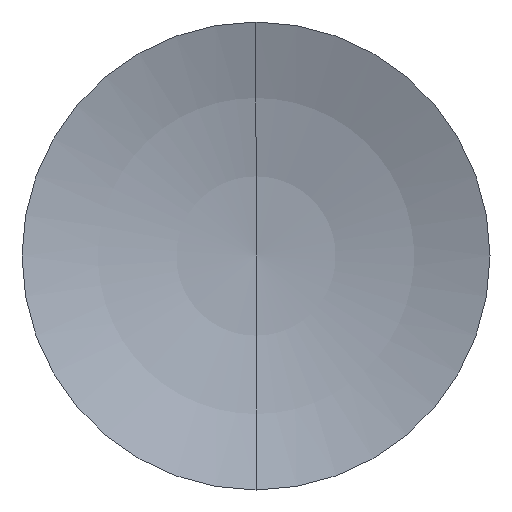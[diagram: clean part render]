
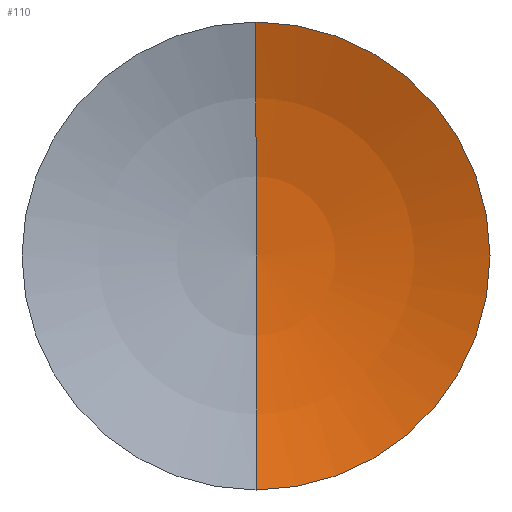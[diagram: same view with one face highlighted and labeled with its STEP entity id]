
A CAD part, left-side view. The second image highlights one B-rep face of the part: STEP entity #110.
In plain terms, the highlighted toroidal (fillet/blend) face has major radius 0.001 mm and minor radius 41.3 mm.
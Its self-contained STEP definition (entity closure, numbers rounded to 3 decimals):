
#1 = VERTEX_POINT ( 'NONE', #36 ) ;
#7 = EDGE_CURVE ( 'NONE', #136, #86, #122, .T. ) ;
#32 = AXIS2_PLACEMENT_3D ( 'NONE', #62, #186, #181 ) ;
#36 = CARTESIAN_POINT ( 'NONE',  ( -2.5, 0., 0. ) ) ;
#45 = DIRECTION ( 'NONE',  ( 1., 0., 0. ) ) ;
#56 = AXIS2_PLACEMENT_3D ( 'NONE', #107, #82, #106 ) ;
#62 = CARTESIAN_POINT ( 'NONE',  ( -5.32, 0., 0. ) ) ;
#82 = DIRECTION ( 'NONE',  ( 0., 1., 0. ) ) ;
#86 = VERTEX_POINT ( 'NONE', #164 ) ;
#93 = AXIS2_PLACEMENT_3D ( 'NONE', #105, #45, #201 ) ;
#96 = CIRCLE ( 'NONE', #56, 41.3 ) ;
#105 = CARTESIAN_POINT ( 'NONE',  ( -43.8, 0., 0. ) ) ;
#106 = DIRECTION ( 'NONE',  ( 0., 0., 1. ) ) ;
#107 = CARTESIAN_POINT ( 'NONE',  ( -43.8, 0., 0.001 ) ) ;
#110 = ADVANCED_FACE ( 'NONE', ( #121 ), #130, .F. ) ;
#114 = AXIS2_PLACEMENT_3D ( 'NONE', #189, #154, #141 ) ;
#119 = CIRCLE ( 'NONE', #114, 41.3 ) ;
#121 = FACE_OUTER_BOUND ( 'NONE', #180, .T. ) ;
#122 = CIRCLE ( 'NONE', #32, 15. ) ;
#130 = TOROIDAL_SURFACE ( 'NONE', #93, 0.001, 41.3 ) ;
#135 = ORIENTED_EDGE ( 'NONE', *, *, #177, .F. ) ;
#136 = VERTEX_POINT ( 'NONE', #168 ) ;
#141 = DIRECTION ( 'NONE',  ( 0., 0., -1. ) ) ;
#148 = EDGE_CURVE ( 'NONE', #136, #1, #96, .T. ) ;
#151 = ORIENTED_EDGE ( 'NONE', *, *, #7, .F. ) ;
#154 = DIRECTION ( 'NONE',  ( 0., -1., 0. ) ) ;
#164 = CARTESIAN_POINT ( 'NONE',  ( -5.32, 0., -15. ) ) ;
#168 = CARTESIAN_POINT ( 'NONE',  ( -5.32, 0., 15. ) ) ;
#177 = EDGE_CURVE ( 'NONE', #86, #1, #119, .T. ) ;
#178 = ORIENTED_EDGE ( 'NONE', *, *, #148, .T. ) ;
#180 = EDGE_LOOP ( 'NONE', ( #151, #178, #135 ) ) ;
#181 = DIRECTION ( 'NONE',  ( 0., 0., -1. ) ) ;
#186 = DIRECTION ( 'NONE',  ( 1., 0., 0. ) ) ;
#189 = CARTESIAN_POINT ( 'NONE',  ( -43.8, 0., -0.001 ) ) ;
#201 = DIRECTION ( 'NONE',  ( 0., 0., -1. ) ) ;
